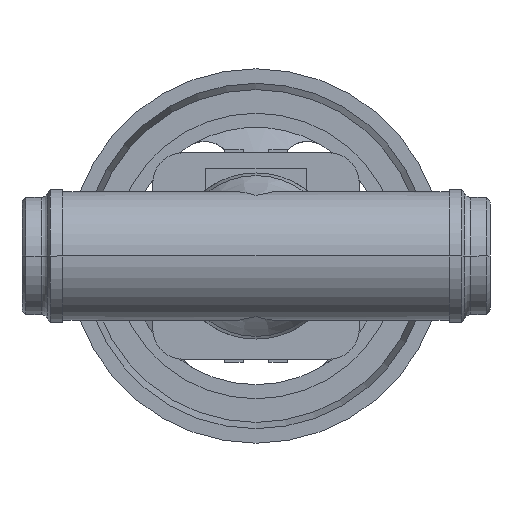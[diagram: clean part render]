
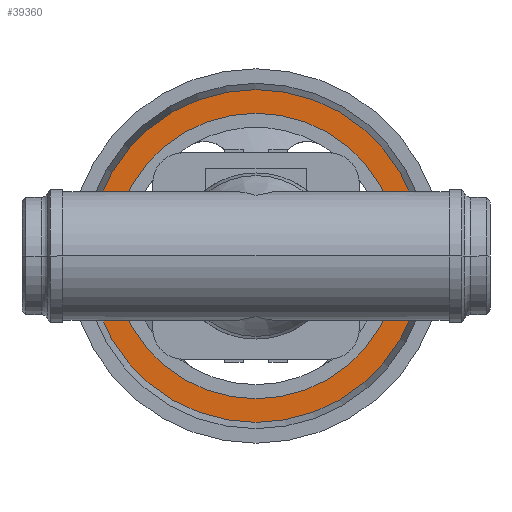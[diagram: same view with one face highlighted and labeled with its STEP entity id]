
A CAD part, front view. The second image highlights one B-rep face of the part: STEP entity #39360.
In plain terms, the highlighted planar face has unit normal (0, -1, 0).
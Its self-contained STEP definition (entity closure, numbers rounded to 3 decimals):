
#38880=CARTESIAN_POINT('',(161.,250.34,0.));
#38890=VERTEX_POINT('',#38880);
#38920=CARTESIAN_POINT('',(100.,250.34,0.));
#38930=DIRECTION('',(0.,1.,0.));
#38940=DIRECTION('',(-1.,0.,0.));
#38950=AXIS2_PLACEMENT_3D('',#38920,#38930,#38940);
#38960=CIRCLE('',#38950,61.);
#38970=CARTESIAN_POINT('',(39.,250.34,0.));
#38980=VERTEX_POINT('',#38970);
#38990=EDGE_CURVE('',#38890,#38980,#38960,.T.);
#39110=CARTESIAN_POINT('',(33.946,250.34,0.)
);
#39120=DIRECTION('',(0.,-1.,0.));
#39130=DIRECTION('',(1.,0.,0.));
#39140=AXIS2_PLACEMENT_3D('',#39110,#39120,#39130);
#39150=PLANE('',#39140);
#39160=CARTESIAN_POINT('',(100.,250.34,0.));
#39170=DIRECTION('',(0.,1.,0.));
#39180=DIRECTION('',(-1.,0.,0.));
#39190=AXIS2_PLACEMENT_3D('',#39160,#39170,#39180);
#39200=CIRCLE('',#39190,71.109);
#39210=CARTESIAN_POINT('',(28.891,250.34,0.));
#39220=VERTEX_POINT('',#39210);
#39230=CARTESIAN_POINT('',(171.109,250.34,0.)
);
#39240=VERTEX_POINT('',#39230);
#39250=EDGE_CURVE('',#39220,#39240,#39200,.T.);
#39260=ORIENTED_EDGE('',*,*,#39250,.F.);
#39270=EDGE_CURVE('',#39240,#39220,#39200,.T.);
#39280=ORIENTED_EDGE('',*,*,#39270,.F.);
#39290=EDGE_LOOP('',(#39280,#39260));
#39300=FACE_OUTER_BOUND('',#39290,.T.);
#39310=EDGE_CURVE('',#38980,#38890,#38960,.T.);
#39320=ORIENTED_EDGE('',*,*,#39310,.T.);
#39330=ORIENTED_EDGE('',*,*,#38990,.T.);
#39340=EDGE_LOOP('',(#39330,#39320));
#39350=FACE_BOUND('',#39340,.T.);
#39360=ADVANCED_FACE('',(#39300,#39350),#39150,.T.);
